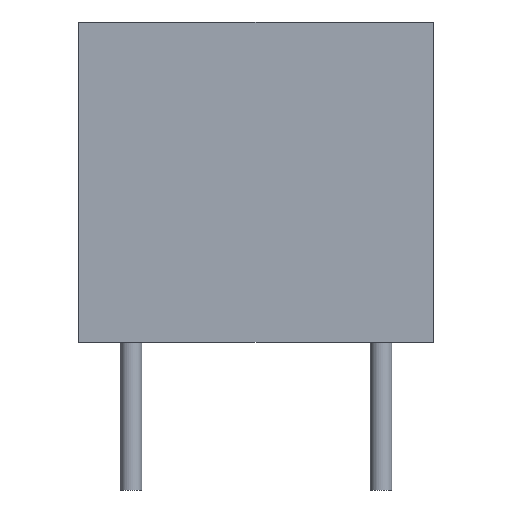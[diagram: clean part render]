
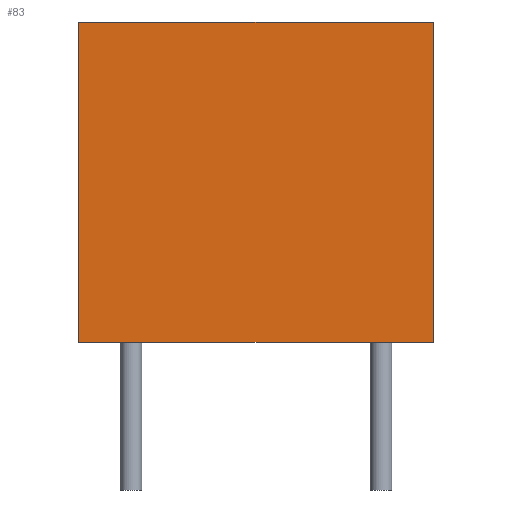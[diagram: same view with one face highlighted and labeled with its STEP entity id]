
A CAD part, front view. The second image highlights one B-rep face of the part: STEP entity #83.
In plain terms, the highlighted planar face has unit normal (0, -1, 0).
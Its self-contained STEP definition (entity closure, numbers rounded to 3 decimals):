
#12=CARTESIAN_POINT('',(0.,0.,0.));
#13=DIRECTION('',(0.,0.,1.));
#14=DIRECTION('',(1.,0.,0.));
#35=EDGE_CURVE('',#36,#37,#39,.T.);
#36=VERTEX_POINT('',#12);
#37=VERTEX_POINT('',#38);
#38=CARTESIAN_POINT('',(0.,0.,6.5));
#39=LINE('',#12,#40);
#40=VECTOR('',#13,1.);
#47=DIRECTION('',(0.,1.,0.));
#61=ORIENTED_EDGE('',*,*,#62,.F.);
#62=EDGE_CURVE('',#63,#65,#67,.T.);
#63=VERTEX_POINT('',#64);
#64=CARTESIAN_POINT('',(7.2,0.,0.));
#65=VERTEX_POINT('',#66);
#66=CARTESIAN_POINT('',(7.2,0.,6.5));
#67=LINE('',#64,#40);
#83=ADVANCED_FACE('',(#84),#94,.F.);
#84=FACE_BOUND('',#85,.F.);
#85=EDGE_LOOP('',(#86,#90,#91,#61));
#86=ORIENTED_EDGE('',*,*,#87,.F.);
#87=EDGE_CURVE('',#36,#63,#88,.T.);
#88=LINE('',#12,#89);
#89=VECTOR('',#14,1.);
#90=ORIENTED_EDGE('',*,*,#35,.T.);
#91=ORIENTED_EDGE('',*,*,#92,.T.);
#92=EDGE_CURVE('',#37,#65,#93,.T.);
#93=LINE('',#38,#89);
#94=PLANE('',#95);
#95=AXIS2_PLACEMENT_3D('',#12,#47,#13);
